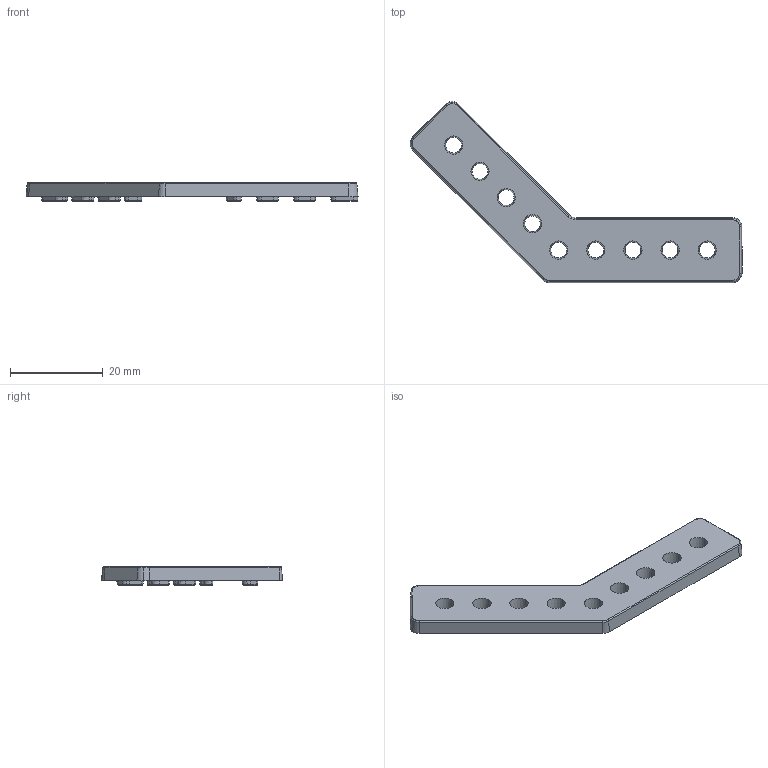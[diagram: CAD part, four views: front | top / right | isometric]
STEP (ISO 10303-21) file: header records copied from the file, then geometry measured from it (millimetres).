
FILE_DESCRIPTION (( 'STEP AP203' ), '1' );
FILE_NAME ('REV-41-1310_Default.step', '2016-09-04T21:37:45', ( '' ), ( '' ), 'SwSTEP 2.0', 'SolidWorks 2015', '' );
FILE_SCHEMA (( 'CONFIG_CONTROL_DESIGN' ));
Length unit declared in the file: inch
Products named in the file (1): REV-41-1310_Default
Bounding box: 71.55 x 39.04 x 4 mm (x, y, z)
Volume: 3059 mm3; surface area: 2900.7 mm2
Topology: 1 solids, 1 shells, 187 faces, 468 edges, 277 vertices
Faces by surface type: bspline 80, cone 40, plane 34, cylinder 33
Entity records: 7940 total; most frequent: CARTESIAN_POINT 4065, ORIENTED_EDGE 936, DIRECTION 575, EDGE_CURVE 468, VERTEX_POINT 277, AXIS2_PLACEMENT_3D 215, EDGE_LOOP 199, FACE_OUTER_BOUND 187
